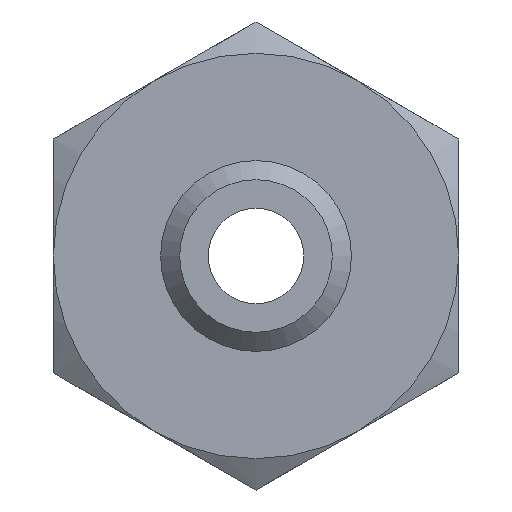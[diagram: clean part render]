
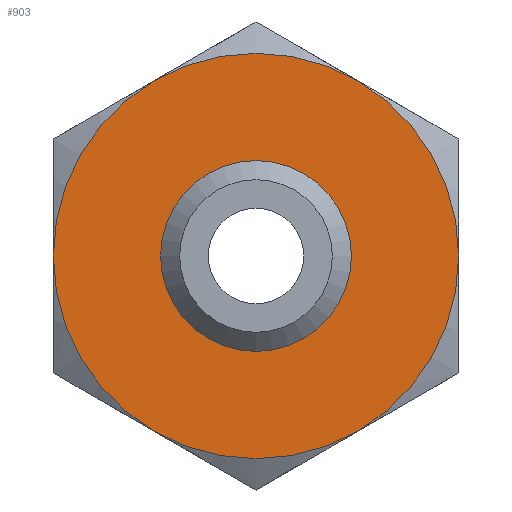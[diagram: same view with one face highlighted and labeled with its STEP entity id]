
A CAD part, left-side view. The second image highlights one B-rep face of the part: STEP entity #903.
In plain terms, the highlighted planar face has unit normal (-1, 0, 0).
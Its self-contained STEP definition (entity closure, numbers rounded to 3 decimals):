
#75=CARTESIAN_POINT('',(8.,-4.25,-7.361));
#76=VERTEX_POINT('',#75);
#90=CARTESIAN_POINT('',(8.,-8.5,0.0));
#91=VERTEX_POINT('',#90);
#105=CARTESIAN_POINT('',(8.,0.0,0.0));
#106=DIRECTION('',(-1.0,0.0,0.0));
#107=DIRECTION('',(0.0,1.0,0.0));
#108=AXIS2_PLACEMENT_3D('',#105,#106,#107);
#109=CIRCLE('',#108,8.5);
#110=EDGE_CURVE('',#76,#91,#109,.T.);
#122=CARTESIAN_POINT('',(8.,4.25,-7.361));
#123=VERTEX_POINT('',#122);
#150=CARTESIAN_POINT('',(8.,0.0,0.0));
#151=DIRECTION('',(-1.0,0.0,0.0));
#152=DIRECTION('',(0.0,1.0,0.0));
#153=AXIS2_PLACEMENT_3D('',#150,#151,#152);
#154=CIRCLE('',#153,8.5);
#155=EDGE_CURVE('',#123,#76,#154,.T.);
#167=CARTESIAN_POINT('',(8.,8.5,0.0));
#168=VERTEX_POINT('',#167);
#195=CARTESIAN_POINT('',(8.,0.0,0.0));
#196=DIRECTION('',(-1.0,0.0,0.0));
#197=DIRECTION('',(0.0,1.0,0.0));
#198=AXIS2_PLACEMENT_3D('',#195,#196,#197);
#199=CIRCLE('',#198,8.5);
#200=EDGE_CURVE('',#168,#123,#199,.T.);
#225=CARTESIAN_POINT('',(8.,4.25,7.361));
#226=VERTEX_POINT('',#225);
#227=CARTESIAN_POINT('',(8.,0.0,0.0));
#228=DIRECTION('',(-1.0,0.0,0.0));
#229=DIRECTION('',(0.0,1.0,0.0));
#230=AXIS2_PLACEMENT_3D('',#227,#228,#229);
#231=CIRCLE('',#230,8.5);
#232=EDGE_CURVE('',#226,#168,#231,.T.);
#270=CARTESIAN_POINT('',(8.,-4.25,7.361));
#271=VERTEX_POINT('',#270);
#272=CARTESIAN_POINT('',(8.,0.0,0.0));
#273=DIRECTION('',(-1.0,0.0,0.0));
#274=DIRECTION('',(0.0,1.0,0.0));
#275=AXIS2_PLACEMENT_3D('',#272,#273,#274);
#276=CIRCLE('',#275,8.5);
#277=EDGE_CURVE('',#271,#226,#276,.T.);
#315=CARTESIAN_POINT('',(8.,0.0,0.0));
#316=DIRECTION('',(-1.0,0.0,0.0));
#317=DIRECTION('',(0.0,1.0,0.0));
#318=AXIS2_PLACEMENT_3D('',#315,#316,#317);
#319=CIRCLE('',#318,8.5);
#320=EDGE_CURVE('',#91,#271,#319,.T.);
#788=CARTESIAN_POINT('',(8.,4.0,0.0));
#789=VERTEX_POINT('',#788);
#790=CARTESIAN_POINT('',(8.,0.0,0.0));
#791=DIRECTION('',(1.0,0.0,0.0));
#792=DIRECTION('',(0.0,1.0,0.0));
#793=AXIS2_PLACEMENT_3D('',#790,#791,#792);
#794=CIRCLE('',#793,4.0);
#795=EDGE_CURVE('',#789,#789,#794,.T.);
#887=CARTESIAN_POINT('',(8.,5.0,0.0));
#888=DIRECTION('',(-1.0,0.0,0.0));
#889=DIRECTION('',(0.0,0.0,1.0));
#890=AXIS2_PLACEMENT_3D('',#887,#888,#889);
#891=PLANE('',#890);
#892=ORIENTED_EDGE('',*,*,#320,.T.);
#893=ORIENTED_EDGE('',*,*,#277,.T.);
#894=ORIENTED_EDGE('',*,*,#232,.T.);
#895=ORIENTED_EDGE('',*,*,#200,.T.);
#896=ORIENTED_EDGE('',*,*,#155,.T.);
#897=ORIENTED_EDGE('',*,*,#110,.T.);
#898=EDGE_LOOP('',(#892,#893,#894,#895,#896,#897));
#899=FACE_OUTER_BOUND('',#898,.T.);
#900=ORIENTED_EDGE('',*,*,#795,.T.);
#901=EDGE_LOOP('',(#900));
#902=FACE_BOUND('',#901,.T.);
#903=ADVANCED_FACE('',(#899,#902),#891,.T.);
